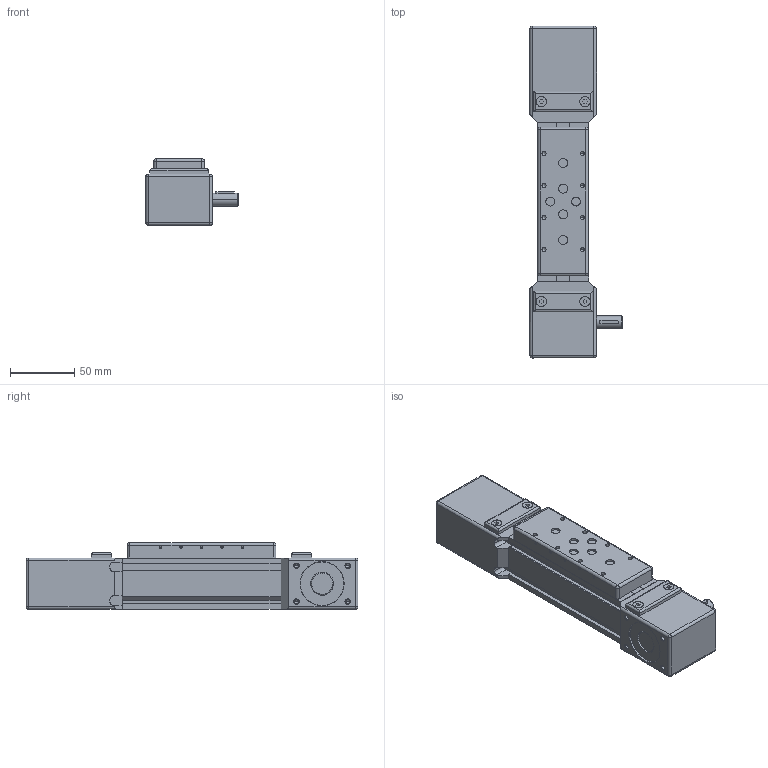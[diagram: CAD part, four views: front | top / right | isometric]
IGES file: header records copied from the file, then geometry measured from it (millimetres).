
Global section: file name: No Iges File Name specified; native system: Autodesk Inventor 2011; preprocessor: AutoDesk Inventor Iges Exporter R2011; author: Matej; date: 20110523.110435; units: millimetre
Bounding box: 72 x 259 x 52 mm (x, y, z)
Volume: 497880.6 mm3; surface area: 97293.4 mm2
Topology: 4 solids, 9 shells, 640 faces, 1566 edges, 930 vertices
Faces by surface type: plane 289, revolution 172, bspline 103, cylinder 50, cone 14, sphere 12
